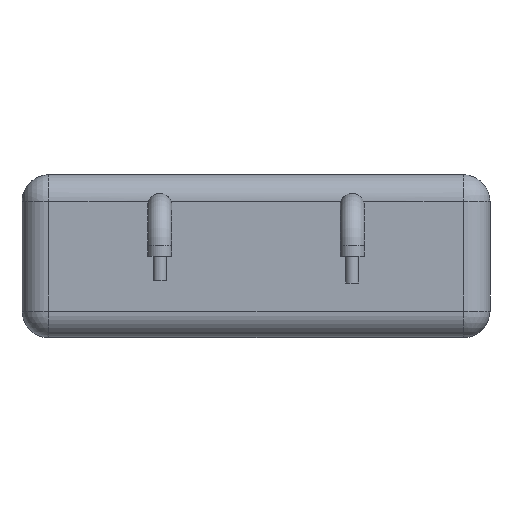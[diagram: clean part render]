
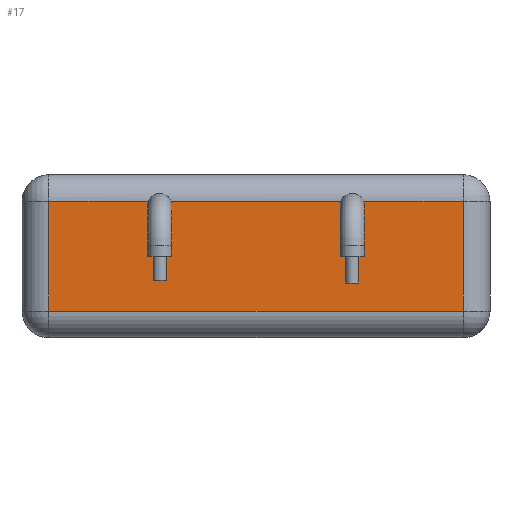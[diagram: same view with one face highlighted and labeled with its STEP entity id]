
A CAD part, left-side view. The second image highlights one B-rep face of the part: STEP entity #17.
In plain terms, the highlighted planar face has unit normal (-1, 0, 0).
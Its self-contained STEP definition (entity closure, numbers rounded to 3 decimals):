
#17 = ADVANCED_FACE('',(#18),#104,.F.);
#18 = FACE_BOUND('',#19,.F.);
#19 = EDGE_LOOP('',(#20,#30,#38,#46,#54,#63,#72,#80,#89,#98));
#20 = ORIENTED_EDGE('',*,*,#21,.F.);
#21 = EDGE_CURVE('',#22,#24,#26,.T.);
#22 = VERTEX_POINT('',#23);
#23 = CARTESIAN_POINT('',(-15.25,-7.75,-2.05));
#24 = VERTEX_POINT('',#25);
#25 = CARTESIAN_POINT('',(-15.25,-7.75,2.05));
#26 = LINE('',#27,#28);
#27 = CARTESIAN_POINT('',(-15.25,-7.75,-3.05));
#28 = VECTOR('',#29,1.);
#29 = DIRECTION('',(0.,0.,1.));
#30 = ORIENTED_EDGE('',*,*,#31,.T.);
#31 = EDGE_CURVE('',#22,#32,#34,.T.);
#32 = VERTEX_POINT('',#33);
#33 = CARTESIAN_POINT('',(-15.25,7.75,-2.05));
#34 = LINE('',#35,#36);
#35 = CARTESIAN_POINT('',(-15.25,-8.75,-2.05));
#36 = VECTOR('',#37,1.);
#37 = DIRECTION('',(0.,1.,0.));
#38 = ORIENTED_EDGE('',*,*,#39,.T.);
#39 = EDGE_CURVE('',#32,#40,#42,.T.);
#40 = VERTEX_POINT('',#41);
#41 = CARTESIAN_POINT('',(-15.25,7.75,2.05));
#42 = LINE('',#43,#44);
#43 = CARTESIAN_POINT('',(-15.25,7.75,-3.05));
#44 = VECTOR('',#45,1.);
#45 = DIRECTION('',(0.,0.,1.));
#46 = ORIENTED_EDGE('',*,*,#47,.F.);
#47 = EDGE_CURVE('',#48,#40,#50,.T.);
#48 = VERTEX_POINT('',#49);
#49 = CARTESIAN_POINT('',(-15.25,4.024,2.05));
#50 = LINE('',#51,#52);
#51 = CARTESIAN_POINT('',(-15.25,-8.75,2.05));
#52 = VECTOR('',#53,1.);
#53 = DIRECTION('',(0.,1.,0.));
#54 = ORIENTED_EDGE('',*,*,#55,.T.);
#55 = EDGE_CURVE('',#48,#56,#58,.T.);
#56 = VERTEX_POINT('',#57);
#57 = CARTESIAN_POINT('',(-15.25,3.6,1.45));
#58 = CIRCLE('',#59,0.45);
#59 = AXIS2_PLACEMENT_3D('',#60,#61,#62);
#60 = CARTESIAN_POINT('',(-15.25,3.6,1.9));
#61 = DIRECTION('',(-1.,0.,0.));
#62 = DIRECTION('',(0.,0.,-1.));
#63 = ORIENTED_EDGE('',*,*,#64,.T.);
#64 = EDGE_CURVE('',#56,#65,#67,.T.);
#65 = VERTEX_POINT('',#66);
#66 = CARTESIAN_POINT('',(-15.25,3.176,2.05));
#67 = CIRCLE('',#68,0.45);
#68 = AXIS2_PLACEMENT_3D('',#69,#70,#71);
#69 = CARTESIAN_POINT('',(-15.25,3.6,1.9));
#70 = DIRECTION('',(-1.,0.,0.));
#71 = DIRECTION('',(0.,0.,-1.));
#72 = ORIENTED_EDGE('',*,*,#73,.F.);
#73 = EDGE_CURVE('',#74,#65,#76,.T.);
#74 = VERTEX_POINT('',#75);
#75 = CARTESIAN_POINT('',(-15.25,-3.176,2.05));
#76 = LINE('',#77,#78);
#77 = CARTESIAN_POINT('',(-15.25,-8.75,2.05));
#78 = VECTOR('',#79,1.);
#79 = DIRECTION('',(0.,1.,0.));
#80 = ORIENTED_EDGE('',*,*,#81,.T.);
#81 = EDGE_CURVE('',#74,#82,#84,.T.);
#82 = VERTEX_POINT('',#83);
#83 = CARTESIAN_POINT('',(-15.25,-3.6,1.45));
#84 = CIRCLE('',#85,0.45);
#85 = AXIS2_PLACEMENT_3D('',#86,#87,#88);
#86 = CARTESIAN_POINT('',(-15.25,-3.6,1.9));
#87 = DIRECTION('',(-1.,0.,0.));
#88 = DIRECTION('',(0.,0.,-1.));
#89 = ORIENTED_EDGE('',*,*,#90,.T.);
#90 = EDGE_CURVE('',#82,#91,#93,.T.);
#91 = VERTEX_POINT('',#92);
#92 = CARTESIAN_POINT('',(-15.25,-4.024,2.05));
#93 = CIRCLE('',#94,0.45);
#94 = AXIS2_PLACEMENT_3D('',#95,#96,#97);
#95 = CARTESIAN_POINT('',(-15.25,-3.6,1.9));
#96 = DIRECTION('',(-1.,0.,0.));
#97 = DIRECTION('',(0.,0.,-1.));
#98 = ORIENTED_EDGE('',*,*,#99,.F.);
#99 = EDGE_CURVE('',#24,#91,#100,.T.);
#100 = LINE('',#101,#102);
#101 = CARTESIAN_POINT('',(-15.25,-8.75,2.05));
#102 = VECTOR('',#103,1.);
#103 = DIRECTION('',(0.,1.,0.));
#104 = PLANE('',#105);
#105 = AXIS2_PLACEMENT_3D('',#106,#107,#108);
#106 = CARTESIAN_POINT('',(-15.25,-8.75,-3.05));
#107 = DIRECTION('',(1.,0.,0.));
#108 = DIRECTION('',(0.,0.,1.));
